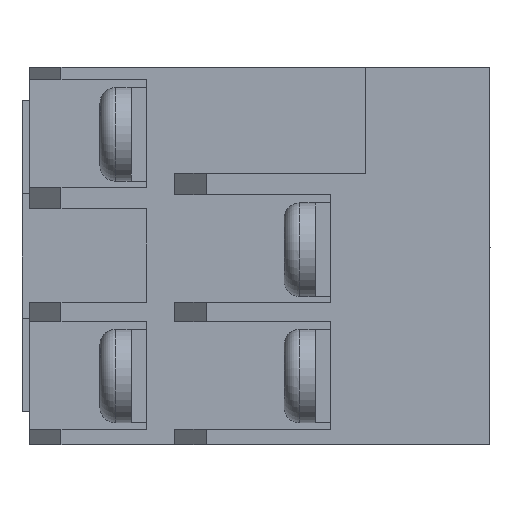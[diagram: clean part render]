
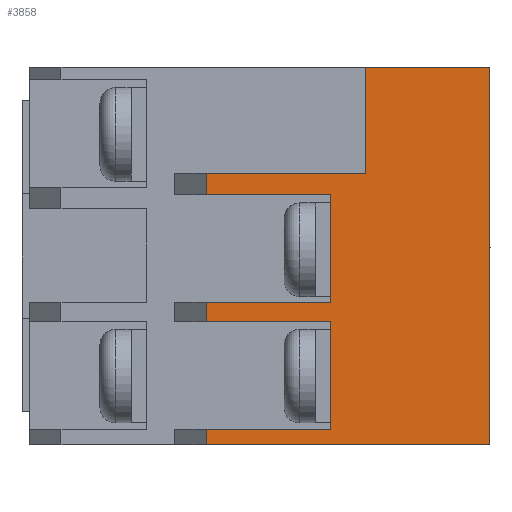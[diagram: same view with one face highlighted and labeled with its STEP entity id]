
A CAD part, left-side view. The second image highlights one B-rep face of the part: STEP entity #3858.
In plain terms, the highlighted planar face has unit normal (-1, 0, 0).
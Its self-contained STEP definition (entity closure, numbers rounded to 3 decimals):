
#17 = LINE ( 'NONE', #4264, #3363 ) ;
#329 = CARTESIAN_POINT ( 'NONE',  ( -35.95, 10.2, -4.2 ) ) ;
#357 = ORIENTED_EDGE ( 'NONE', *, *, #15777, .T. ) ;
#392 = CARTESIAN_POINT ( 'NONE',  ( -35.95, 30., -11.1 ) ) ;
#457 = EDGE_CURVE ( 'NONE', #13614, #6601, #11732, .T. ) ;
#488 = DIRECTION ( 'NONE',  ( 0., 0., 1. ) ) ;
#497 = VERTEX_POINT ( 'NONE', #1629 ) ;
#691 = ORIENTED_EDGE ( 'NONE', *, *, #10311, .T. ) ;
#827 = EDGE_CURVE ( 'NONE', #7740, #6195, #9665, .T. ) ;
#937 = VECTOR ( 'NONE', #17923, 1000. ) ;
#971 = DIRECTION ( 'NONE',  ( 0., 0., -1. ) ) ;
#1073 = DIRECTION ( 'NONE',  ( 1., 0., 0. ) ) ;
#1105 = VECTOR ( 'NONE', #488, 1000. ) ;
#1170 = ORIENTED_EDGE ( 'NONE', *, *, #12070, .T. ) ;
#1629 = CARTESIAN_POINT ( 'NONE',  ( -35.95, 18.2, 3.927 ) ) ;
#1834 = VERTEX_POINT ( 'NONE', #12694 ) ;
#2066 = DIRECTION ( 'NONE',  ( 0., -1., 0. ) ) ;
#2090 = VERTEX_POINT ( 'NONE', #7519 ) ;
#2134 = DIRECTION ( 'NONE',  ( 0., 0., -1. ) ) ;
#2475 = CARTESIAN_POINT ( 'NONE',  ( -35.95, 18.2, -2.973 ) ) ;
#2498 = EDGE_CURVE ( 'NONE', #6897, #7740, #4882, .T. ) ;
#2587 = CARTESIAN_POINT ( 'NONE',  ( -35.95, 18.2, -12.1 ) ) ;
#2768 = EDGE_CURVE ( 'NONE', #5267, #1834, #3540, .T. ) ;
#3243 = VERTEX_POINT ( 'NONE', #15827 ) ;
#3267 = DIRECTION ( 'NONE',  ( 0., 1., 0. ) ) ;
#3281 = ORIENTED_EDGE ( 'NONE', *, *, #457, .T. ) ;
#3363 = VECTOR ( 'NONE', #14138, 1000. ) ;
#3539 = VECTOR ( 'NONE', #6322, 1000. ) ;
#3540 = LINE ( 'NONE', #16827, #7357 ) ;
#3791 = CARTESIAN_POINT ( 'NONE',  ( -35.95, 18.2, -12.1 ) ) ;
#3858 = ADVANCED_FACE ( 'NONE', ( #16035 ), #8138, .F. ) ;
#4070 = ORIENTED_EDGE ( 'NONE', *, *, #16523, .T. ) ;
#4206 = VECTOR ( 'NONE', #2134, 1000. ) ;
#4227 = VECTOR ( 'NONE', #2066, 1000. ) ;
#4264 = CARTESIAN_POINT ( 'NONE',  ( -35.95, 30., 3.927 ) ) ;
#4648 = VECTOR ( 'NONE', #3267, 1000. ) ;
#4845 = VECTOR ( 'NONE', #10984, 1000. ) ;
#4882 = LINE ( 'NONE', #17348, #1105 ) ;
#4957 = VECTOR ( 'NONE', #5300, 1000. ) ;
#5083 = ORIENTED_EDGE ( 'NONE', *, *, #16390, .T. ) ;
#5267 = VERTEX_POINT ( 'NONE', #329 ) ;
#5300 = DIRECTION ( 'NONE',  ( 0., 0., -1. ) ) ;
#5397 = ORIENTED_EDGE ( 'NONE', *, *, #17642, .T. ) ;
#5641 = VECTOR ( 'NONE', #971, 1000. ) ;
#6045 = CARTESIAN_POINT ( 'NONE',  ( -35.95, 10.2, -12.1 ) ) ;
#6195 = VERTEX_POINT ( 'NONE', #16910 ) ;
#6322 = DIRECTION ( 'NONE',  ( 0., 1., 0. ) ) ;
#6344 = VERTEX_POINT ( 'NONE', #10160 ) ;
#6381 = CARTESIAN_POINT ( 'NONE',  ( -35.95, 30., -2.973 ) ) ;
#6601 = VERTEX_POINT ( 'NONE', #15483 ) ;
#6897 = VERTEX_POINT ( 'NONE', #7802 ) ;
#6899 = DIRECTION ( 'NONE',  ( 0., -1., 0. ) ) ;
#7357 = VECTOR ( 'NONE', #18223, 1000. ) ;
#7519 = CARTESIAN_POINT ( 'NONE',  ( -35.95, 0., -12.1 ) ) ;
#7566 = DIRECTION ( 'NONE',  ( 0., 0., -1. ) ) ;
#7668 = ORIENTED_EDGE ( 'NONE', *, *, #827, .F. ) ;
#7740 = VERTEX_POINT ( 'NONE', #8122 ) ;
#7802 = CARTESIAN_POINT ( 'NONE',  ( -35.95, 8., 5.3 ) ) ;
#8122 = CARTESIAN_POINT ( 'NONE',  ( -35.95, 8., 12.1 ) ) ;
#8137 = VECTOR ( 'NONE', #7566, 1000. ) ;
#8138 = PLANE ( 'NONE',  #8424 ) ;
#8424 = AXIS2_PLACEMENT_3D ( 'NONE', #9613, #1073, #11034 ) ;
#8684 = LINE ( 'NONE', #6381, #3539 ) ;
#8748 = LINE ( 'NONE', #15213, #12467 ) ;
#9565 = ORIENTED_EDGE ( 'NONE', *, *, #2768, .T. ) ;
#9605 = CARTESIAN_POINT ( 'NONE',  ( -35.95, 30., 5.3 ) ) ;
#9613 = CARTESIAN_POINT ( 'NONE',  ( -35.95, 30., -12.1 ) ) ;
#9665 = LINE ( 'NONE', #11366, #12941 ) ;
#9873 = LINE ( 'NONE', #3791, #5641 ) ;
#10160 = CARTESIAN_POINT ( 'NONE',  ( -35.95, 18.2, -4.2 ) ) ;
#10311 = EDGE_CURVE ( 'NONE', #6897, #17091, #15492, .T. ) ;
#10984 = DIRECTION ( 'NONE',  ( 0., -1., 0. ) ) ;
#11034 = DIRECTION ( 'NONE',  ( 0., 0., -1. ) ) ;
#11046 = CARTESIAN_POINT ( 'NONE',  ( -35.95, 30., -4.2 ) ) ;
#11121 = CARTESIAN_POINT ( 'NONE',  ( -35.95, 10.2, 3.927 ) ) ;
#11366 = CARTESIAN_POINT ( 'NONE',  ( -35.95, 30., 12.1 ) ) ;
#11663 = ORIENTED_EDGE ( 'NONE', *, *, #17754, .T. ) ;
#11732 = LINE ( 'NONE', #2587, #4206 ) ;
#11841 = LINE ( 'NONE', #6045, #8137 ) ;
#11934 = EDGE_LOOP ( 'NONE', ( #1170, #4070, #15256, #5397, #357, #11663, #9565, #15139, #3281, #16190, #5083, #7668, #16129, #691 ) ) ;
#11981 = CARTESIAN_POINT ( 'NONE',  ( -35.95, 30., -12.1 ) ) ;
#12070 = EDGE_CURVE ( 'NONE', #17091, #497, #9873, .T. ) ;
#12194 = LINE ( 'NONE', #392, #4648 ) ;
#12467 = VECTOR ( 'NONE', #16573, 1000. ) ;
#12694 = CARTESIAN_POINT ( 'NONE',  ( -35.95, 10.2, -11.1 ) ) ;
#12932 = LINE ( 'NONE', #13740, #4957 ) ;
#12941 = VECTOR ( 'NONE', #6899, 1000. ) ;
#13614 = VERTEX_POINT ( 'NONE', #17326 ) ;
#13740 = CARTESIAN_POINT ( 'NONE',  ( -35.95, 18.2, -12.1 ) ) ;
#13849 = VERTEX_POINT ( 'NONE', #2475 ) ;
#13873 = VERTEX_POINT ( 'NONE', #11121 ) ;
#14138 = DIRECTION ( 'NONE',  ( 0., -1., 0. ) ) ;
#15139 = ORIENTED_EDGE ( 'NONE', *, *, #17553, .T. ) ;
#15213 = CARTESIAN_POINT ( 'NONE',  ( -35.95, 0., -12.1 ) ) ;
#15256 = ORIENTED_EDGE ( 'NONE', *, *, #15520, .T. ) ;
#15450 = LINE ( 'NONE', #11981, #4227 ) ;
#15483 = CARTESIAN_POINT ( 'NONE',  ( -35.95, 18.2, -12.1 ) ) ;
#15492 = LINE ( 'NONE', #9605, #937 ) ;
#15520 = EDGE_CURVE ( 'NONE', #13873, #3243, #11841, .T. ) ;
#15619 = LINE ( 'NONE', #11046, #4845 ) ;
#15777 = EDGE_CURVE ( 'NONE', #13849, #6344, #12932, .T. ) ;
#15827 = CARTESIAN_POINT ( 'NONE',  ( -35.95, 10.2, -2.973 ) ) ;
#16035 = FACE_OUTER_BOUND ( 'NONE', #11934, .T. ) ;
#16129 = ORIENTED_EDGE ( 'NONE', *, *, #2498, .F. ) ;
#16190 = ORIENTED_EDGE ( 'NONE', *, *, #18140, .T. ) ;
#16390 = EDGE_CURVE ( 'NONE', #2090, #6195, #8748, .T. ) ;
#16523 = EDGE_CURVE ( 'NONE', #497, #13873, #17, .T. ) ;
#16573 = DIRECTION ( 'NONE',  ( 0., 0., 1. ) ) ;
#16827 = CARTESIAN_POINT ( 'NONE',  ( -35.95, 10.2, -12.1 ) ) ;
#16829 = CARTESIAN_POINT ( 'NONE',  ( -35.95, 18.2, 5.3 ) ) ;
#16910 = CARTESIAN_POINT ( 'NONE',  ( -35.95, 0., 12.1 ) ) ;
#17091 = VERTEX_POINT ( 'NONE', #16829 ) ;
#17326 = CARTESIAN_POINT ( 'NONE',  ( -35.95, 18.2, -11.1 ) ) ;
#17348 = CARTESIAN_POINT ( 'NONE',  ( -35.95, 8., -12.1 ) ) ;
#17553 = EDGE_CURVE ( 'NONE', #1834, #13614, #12194, .T. ) ;
#17642 = EDGE_CURVE ( 'NONE', #3243, #13849, #8684, .T. ) ;
#17754 = EDGE_CURVE ( 'NONE', #6344, #5267, #15619, .T. ) ;
#17923 = DIRECTION ( 'NONE',  ( 0., 1., 0. ) ) ;
#18140 = EDGE_CURVE ( 'NONE', #6601, #2090, #15450, .T. ) ;
#18223 = DIRECTION ( 'NONE',  ( 0., 0., -1. ) ) ;
